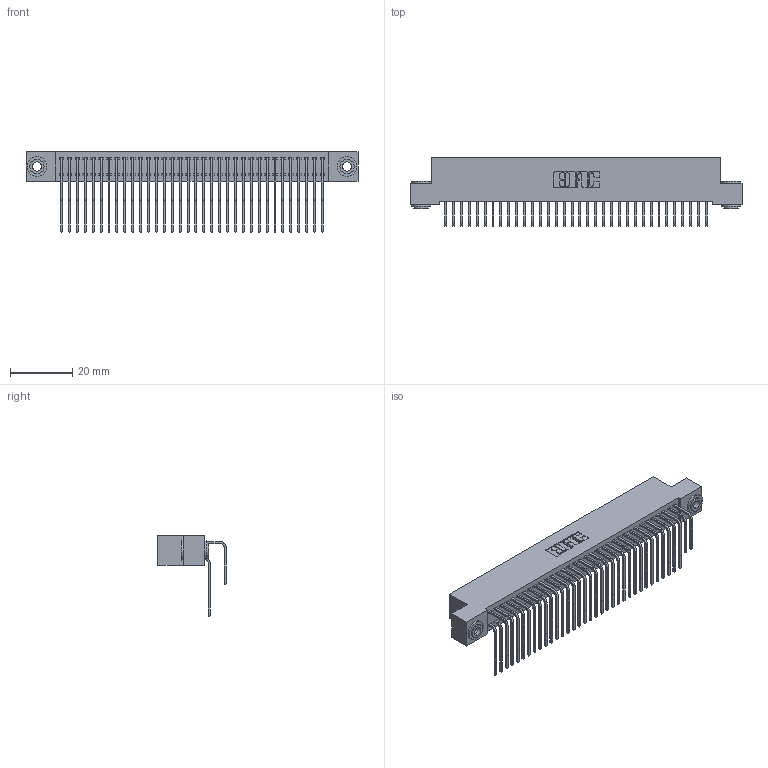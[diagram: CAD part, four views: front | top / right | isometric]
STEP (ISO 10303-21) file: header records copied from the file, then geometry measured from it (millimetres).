
FILE_DESCRIPTION (( 'STEP AP203' ), '1' );
FILE_NAME ('392-068-558-203.STEP', '2018-08-17T23:05:15', ( '' ), ( '' ), 'SwSTEP 2.0', 'SolidWorks 2016', '' );
FILE_SCHEMA (( 'CONFIG_CONTROL_DESIGN' ));
Length unit declared in the file: inch
Products named in the file (5): 342-250-002_345-250-002-102; 392-068-558-203; 342 Part_.156 TH; 345-292-001_558 559 Tail - 1; 345-292-001_558 Tail - 2
Assembly tree (71 placements, depth 2):
  392-068-558-203
    342 Part_.156 TH
    345-292-001_558 559 Tail - 1  x34
    345-292-001_558 Tail - 2  x34
    342-250-002_345-250-002-102  x2
Bounding box: 106.68 x 21.91 x 25.78 mm (x, y, z)
Volume: 9962.4 mm3; surface area: 18007.8 mm2
Topology: 71 solids, 71 shells, 3820 faces, 11323 edges, 7454 vertices
Faces by surface type: plane 2660, cylinder 1152, cone 8
Entity records: 25210 total; most frequent: CARTESIAN_POINT 4212, ORIENTED_EDGE 4090, DIRECTION 3627, EDGE_CURVE 2045, VECTOR 1853, LINE 1853, VERTEX_POINT 1358, AXIS2_PLACEMENT_3D 887
